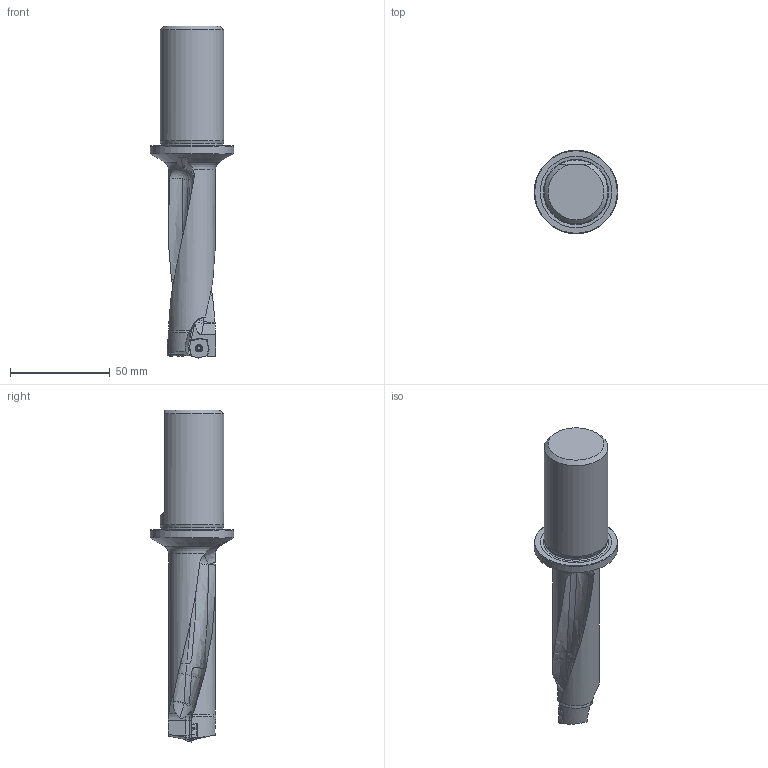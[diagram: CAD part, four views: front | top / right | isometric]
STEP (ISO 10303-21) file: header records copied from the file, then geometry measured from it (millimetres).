
FILE_DESCRIPTION(/* description */ (''),/* implementation_level */ '2;1');
FILE_NAME(/* name */ 'MM6970545.stp',/* time_stamp */ '2022-01-25T14:29:21+06:00',/* author */ (''),/* organization */ (''),/* preprocessor_version */ 'ST-DEVELOPER v16.7',/* originating_system */ 'SIEMENS PLM Software NX 12.0',/* authorisation */ '');
FILE_SCHEMA (('AUTOMOTIVE_DESIGN { 1 0 10303 214 3 1 1 1 }'));
Length unit declared in the file: millimetre
Products named in the file (1): MM6970545
Bounding box: 41.74 x 41.74 x 166.03 mm (x, y, z)
Volume: 80996.6 mm3; surface area: 17913.9 mm2
Topology: 5 solids, 5 shells, 319 faces, 883 edges, 577 vertices
Faces by surface type: cylinder 123, plane 113, bspline 35, cone 21, sphere 16, torus 11
Full cylindrical faces by diameter (mm): 2.2 x2, 2.5 x2, 2.8 x2, 3.35 x2, 3.75 x2, 31.292 x1, 31.992 x1, 41.74 x1
Entity records: 11362 total; most frequent: CARTESIAN_POINT 3455, ORIENTED_EDGE 1692, DIRECTION 1586, EDGE_CURVE 846, AXIS2_PLACEMENT_3D 622, VERTEX_POINT 571, EDGE_LOOP 357, LINE 342
